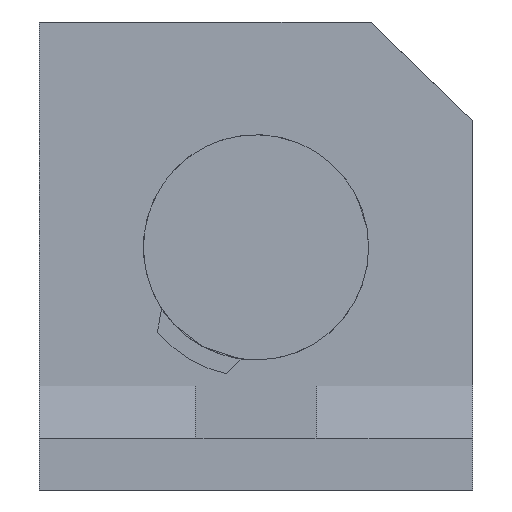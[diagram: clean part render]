
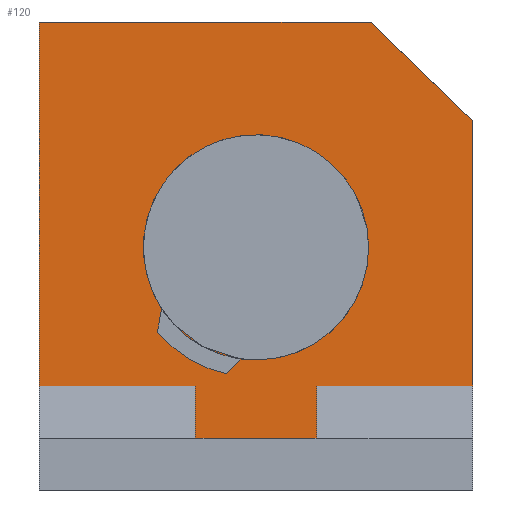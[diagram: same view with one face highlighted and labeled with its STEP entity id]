
A CAD part, left-side view. The second image highlights one B-rep face of the part: STEP entity #120.
In plain terms, the highlighted planar face has unit normal (-1, 0, 0).
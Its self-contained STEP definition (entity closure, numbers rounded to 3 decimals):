
#32 = VERTEX_POINT('',#33);
#33 = CARTESIAN_POINT('',(-4.35,12.5,6.));
#39 = EDGE_CURVE('',#32,#40,#42,.T.);
#40 = VERTEX_POINT('',#41);
#41 = CARTESIAN_POINT('',(-4.35,12.5,27.));
#42 = LINE('',#43,#44);
#43 = CARTESIAN_POINT('',(-4.35,12.5,0.));
#44 = VECTOR('',#45,1.);
#45 = DIRECTION('',(0.,0.,1.));
#120 = ADVANCED_FACE('',(#121,#186,#197),#233,.T.);
#121 = FACE_BOUND('',#122,.T.);
#122 = EDGE_LOOP('',(#123,#133,#141,#149,#157,#165,#171,#172,#180));
#123 = ORIENTED_EDGE('',*,*,#124,.F.);
#124 = EDGE_CURVE('',#125,#127,#129,.T.);
#125 = VERTEX_POINT('',#126);
#126 = CARTESIAN_POINT('',(-4.35,-3.5,3.));
#127 = VERTEX_POINT('',#128);
#128 = CARTESIAN_POINT('',(-4.35,3.5,3.));
#129 = LINE('',#130,#131);
#130 = CARTESIAN_POINT('',(-4.35,-12.5,3.));
#131 = VECTOR('',#132,1.);
#132 = DIRECTION('',(0.,1.,0.));
#133 = ORIENTED_EDGE('',*,*,#134,.T.);
#134 = EDGE_CURVE('',#125,#135,#137,.T.);
#135 = VERTEX_POINT('',#136);
#136 = CARTESIAN_POINT('',(-4.35,-3.5,6.));
#137 = LINE('',#138,#139);
#138 = CARTESIAN_POINT('',(-4.35,-3.5,3.));
#139 = VECTOR('',#140,1.);
#140 = DIRECTION('',(0.,0.,1.));
#141 = ORIENTED_EDGE('',*,*,#142,.F.);
#142 = EDGE_CURVE('',#143,#135,#145,.T.);
#143 = VERTEX_POINT('',#144);
#144 = CARTESIAN_POINT('',(-4.35,-12.5,6.));
#145 = LINE('',#146,#147);
#146 = CARTESIAN_POINT('',(-4.35,-12.5,6.));
#147 = VECTOR('',#148,1.);
#148 = DIRECTION('',(0.,1.,0.));
#149 = ORIENTED_EDGE('',*,*,#150,.T.);
#150 = EDGE_CURVE('',#143,#151,#153,.T.);
#151 = VERTEX_POINT('',#152);
#152 = CARTESIAN_POINT('',(-4.35,-12.5,21.301));
#153 = LINE('',#154,#155);
#154 = CARTESIAN_POINT('',(-4.35,-12.5,0.));
#155 = VECTOR('',#156,1.);
#156 = DIRECTION('',(0.,0.,1.));
#157 = ORIENTED_EDGE('',*,*,#158,.F.);
#158 = EDGE_CURVE('',#159,#151,#161,.T.);
#159 = VERTEX_POINT('',#160);
#160 = CARTESIAN_POINT('',(-4.35,-6.591,27.));
#161 = LINE('',#162,#163);
#162 = CARTESIAN_POINT('',(-4.35,-17.822,16.168));
#163 = VECTOR('',#164,1.);
#164 = DIRECTION('',(-0.,-0.72,-0.694));
#165 = ORIENTED_EDGE('',*,*,#166,.T.);
#166 = EDGE_CURVE('',#159,#40,#167,.T.);
#167 = LINE('',#168,#169);
#168 = CARTESIAN_POINT('',(-4.35,-12.5,27.));
#169 = VECTOR('',#170,1.);
#170 = DIRECTION('',(0.,1.,0.));
#171 = ORIENTED_EDGE('',*,*,#39,.F.);
#172 = ORIENTED_EDGE('',*,*,#173,.T.);
#173 = EDGE_CURVE('',#32,#174,#176,.T.);
#174 = VERTEX_POINT('',#175);
#175 = CARTESIAN_POINT('',(-4.35,3.5,6.));
#176 = LINE('',#177,#178);
#177 = CARTESIAN_POINT('',(-4.35,12.5,6.));
#178 = VECTOR('',#179,1.);
#179 = DIRECTION('',(0.,-1.,0.));
#180 = ORIENTED_EDGE('',*,*,#181,.F.);
#181 = EDGE_CURVE('',#127,#174,#182,.T.);
#182 = LINE('',#183,#184);
#183 = CARTESIAN_POINT('',(-4.35,3.5,3.));
#184 = VECTOR('',#185,1.);
#185 = DIRECTION('',(0.,0.,1.));
#186 = FACE_BOUND('',#187,.T.);
#187 = EDGE_LOOP('',(#188));
#188 = ORIENTED_EDGE('',*,*,#189,.F.);
#189 = EDGE_CURVE('',#190,#190,#192,.T.);
#190 = VERTEX_POINT('',#191);
#191 = CARTESIAN_POINT('',(-4.35,-6.5,14.));
#192 = CIRCLE('',#193,6.5);
#193 = AXIS2_PLACEMENT_3D('',#194,#195,#196);
#194 = CARTESIAN_POINT('',(-4.35,0.,14.));
#195 = DIRECTION('',(-1.,0.,0.));
#196 = DIRECTION('',(0.,-1.,0.));
#197 = FACE_BOUND('',#198,.T.);
#198 = EDGE_LOOP('',(#199,#210,#218,#227));
#199 = ORIENTED_EDGE('',*,*,#200,.F.);
#200 = EDGE_CURVE('',#201,#203,#205,.T.);
#201 = VERTEX_POINT('',#202);
#202 = CARTESIAN_POINT('',(-4.35,5.687,9.11));
#203 = VERTEX_POINT('',#204);
#204 = CARTESIAN_POINT('',(-4.35,1.701,6.695));
#205 = CIRCLE('',#206,7.5);
#206 = AXIS2_PLACEMENT_3D('',#207,#208,#209);
#207 = CARTESIAN_POINT('',(-4.35,0.,14.));
#208 = DIRECTION('',(-1.,0.,0.));
#209 = DIRECTION('',(0.,-1.,0.));
#210 = ORIENTED_EDGE('',*,*,#211,.T.);
#211 = EDGE_CURVE('',#201,#212,#214,.T.);
#212 = VERTEX_POINT('',#213);
#213 = CARTESIAN_POINT('',(-4.35,5.449,10.456));
#214 = LINE('',#215,#216);
#215 = CARTESIAN_POINT('',(-4.35,5.687,9.11));
#216 = VECTOR('',#217,1.);
#217 = DIRECTION('',(0.,-0.174,0.985));
#218 = ORIENTED_EDGE('',*,*,#219,.T.);
#219 = EDGE_CURVE('',#212,#220,#222,.T.);
#220 = VERTEX_POINT('',#221);
#221 = CARTESIAN_POINT('',(-4.35,0.885,7.56));
#222 = CIRCLE('',#223,6.5);
#223 = AXIS2_PLACEMENT_3D('',#224,#225,#226);
#224 = CARTESIAN_POINT('',(-4.35,0.,14.));
#225 = DIRECTION('',(-1.,0.,0.));
#226 = DIRECTION('',(0.,-1.,0.));
#227 = ORIENTED_EDGE('',*,*,#228,.F.);
#228 = EDGE_CURVE('',#203,#220,#229,.T.);
#229 = LINE('',#230,#231);
#230 = CARTESIAN_POINT('',(-4.35,1.701,6.695));
#231 = VECTOR('',#232,1.);
#232 = DIRECTION('',(0.,-0.686,0.727));
#233 = PLANE('',#234);
#234 = AXIS2_PLACEMENT_3D('',#235,#236,#237);
#235 = CARTESIAN_POINT('',(-4.35,-12.5,0.));
#236 = DIRECTION('',(-1.,0.,0.));
#237 = DIRECTION('',(0.,1.,0.));
